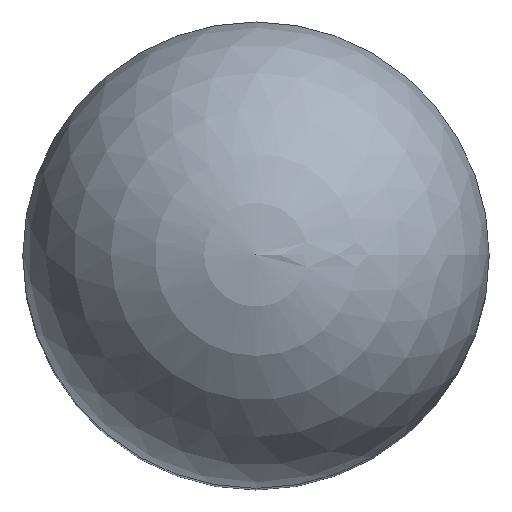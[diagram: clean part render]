
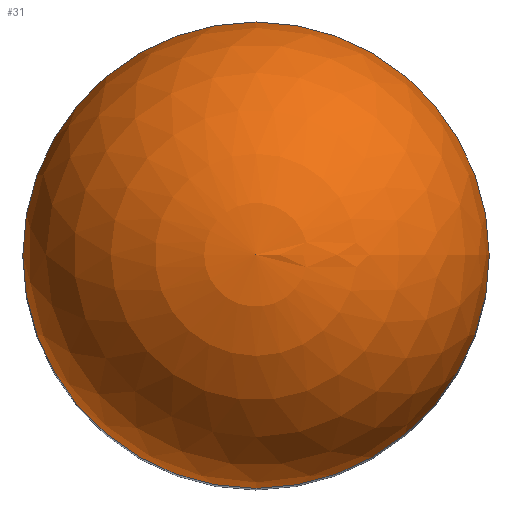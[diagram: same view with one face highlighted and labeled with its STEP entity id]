
A CAD part, top view. The second image highlights one B-rep face of the part: STEP entity #31.
In plain terms, the highlighted spherical face has radius 9.45 mm.
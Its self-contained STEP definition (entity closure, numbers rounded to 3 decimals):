
#31 = ADVANCED_FACE( '', ( #59 ), #60, .T. );
#59 = FACE_OUTER_BOUND( '', #84, .T. );
#60 = SPHERICAL_SURFACE( '', #85, 9.45 );
#84 = EDGE_LOOP( '', ( #105 ) );
#85 = AXIS2_PLACEMENT_3D( '', #106, #107, #108 );
#105 = ORIENTED_EDGE( '', *, *, #130, .T. );
#106 = CARTESIAN_POINT( '', ( 0., 0., 38.1 ) );
#107 = DIRECTION( '', ( 0., 0., 1. ) );
#108 = DIRECTION( '', ( 1., 0., 0. ) );
#130 = EDGE_CURVE( '', #140, #140, #141, .T. );
#140 = VERTEX_POINT( '', #153 );
#141 = CIRCLE( '', #154, 9.45 );
#153 = CARTESIAN_POINT( '', ( 9.45, 0., 38.1 ) );
#154 = AXIS2_PLACEMENT_3D( '', #165, #166, #167 );
#165 = CARTESIAN_POINT( '', ( 0., 0., 38.1 ) );
#166 = DIRECTION( '', ( 0., 0., 1. ) );
#167 = DIRECTION( '', ( 1., 0., 0. ) );
